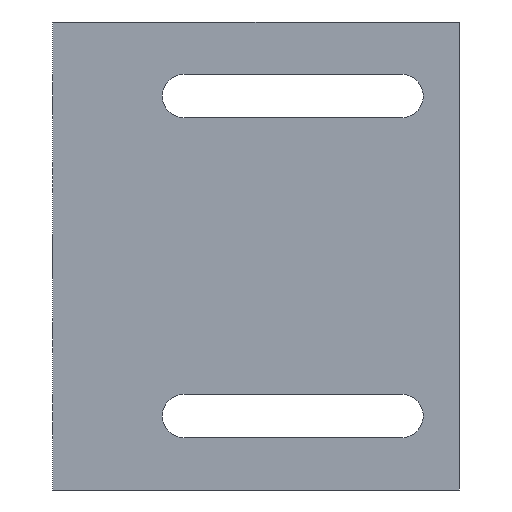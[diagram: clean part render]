
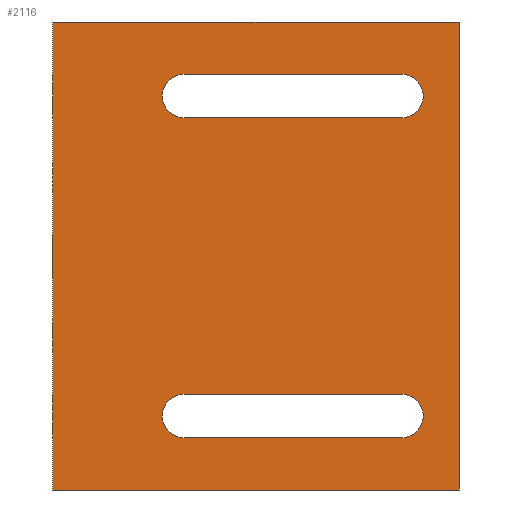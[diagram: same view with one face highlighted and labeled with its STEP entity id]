
A CAD part, left-side view. The second image highlights one B-rep face of the part: STEP entity #2116.
In plain terms, the highlighted planar face has unit normal (-1, 0, 0).
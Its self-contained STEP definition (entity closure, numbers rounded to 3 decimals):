
#27 = ORIENTED_EDGE ( 'NONE', *, *, #1056, .F. ) ;
#32 = ORIENTED_EDGE ( 'NONE', *, *, #911, .F. ) ;
#116 = DIRECTION ( 'NONE',  ( -1., 0., 0. ) ) ;
#152 = DIRECTION ( 'NONE',  ( -1., 0., 0. ) ) ;
#164 = ORIENTED_EDGE ( 'NONE', *, *, #1785, .F. ) ;
#177 = CARTESIAN_POINT ( 'NONE',  ( 0., -20.5, 21.6 ) ) ;
#292 = ORIENTED_EDGE ( 'NONE', *, *, #777, .F. ) ;
#296 = CIRCLE ( 'NONE', #511, 3.4 ) ;
#325 = AXIS2_PLACEMENT_3D ( 'NONE', #1702, #1750, #1229 ) ;
#400 = EDGE_CURVE ( 'NONE', #1285, #1395, #1969, .T. ) ;
#402 = VERTEX_POINT ( 'NONE', #2978 ) ;
#418 = EDGE_LOOP ( 'NONE', ( #2228, #969, #292, #1904, #2628 ) ) ;
#423 = CIRCLE ( 'NONE', #2229, 3.4 ) ;
#439 = CARTESIAN_POINT ( 'NONE',  ( 0., 0., 36.576 ) ) ;
#466 = VERTEX_POINT ( 'NONE', #1338 ) ;
#511 = AXIS2_PLACEMENT_3D ( 'NONE', #2095, #116, #1545 ) ;
#544 = DIRECTION ( 'NONE',  ( 0., -1., 0. ) ) ;
#552 = LINE ( 'NONE', #3243, #2601 ) ;
#557 = VECTOR ( 'NONE', #544, 1000. ) ;
#610 = VERTEX_POINT ( 'NONE', #3092 ) ;
#632 = VERTEX_POINT ( 'NONE', #2684 ) ;
#651 = DIRECTION ( 'NONE',  ( 0., 0., -1. ) ) ;
#663 = DIRECTION ( 'NONE',  ( 0., 1., 0. ) ) ;
#673 = EDGE_LOOP ( 'NONE', ( #1973, #1901, #1180, #3255 ) ) ;
#777 = EDGE_CURVE ( 'NONE', #2316, #466, #552, .T. ) ;
#809 = VECTOR ( 'NONE', #2613, 1000. ) ;
#842 = DIRECTION ( 'NONE',  ( 0., 1., 0. ) ) ;
#861 = VECTOR ( 'NONE', #1684, 1000. ) ;
#907 = VERTEX_POINT ( 'NONE', #2088 ) ;
#911 = EDGE_CURVE ( 'NONE', #907, #1933, #1087, .T. ) ;
#914 = EDGE_CURVE ( 'NONE', #632, #907, #1534, .T. ) ;
#969 = ORIENTED_EDGE ( 'NONE', *, *, #2364, .F. ) ;
#1044 = CARTESIAN_POINT ( 'NONE',  ( 0., -54.5, -25. ) ) ;
#1056 = EDGE_CURVE ( 'NONE', #610, #1362, #2412, .T. ) ;
#1078 = DIRECTION ( 'NONE',  ( -1., 0., 0. ) ) ;
#1087 = LINE ( 'NONE', #2840, #809 ) ;
#1098 = DIRECTION ( 'NONE',  ( -1., 0., 0. ) ) ;
#1180 = ORIENTED_EDGE ( 'NONE', *, *, #2480, .F. ) ;
#1181 = VECTOR ( 'NONE', #2184, 1000. ) ;
#1191 = CARTESIAN_POINT ( 'NONE',  ( 0., -20.5, 28.4 ) ) ;
#1208 = LINE ( 'NONE', #3149, #1181 ) ;
#1229 = DIRECTION ( 'NONE',  ( 0., -1., 0. ) ) ;
#1280 = VECTOR ( 'NONE', #1862, 1000. ) ;
#1285 = VERTEX_POINT ( 'NONE', #1315 ) ;
#1315 = CARTESIAN_POINT ( 'NONE',  ( 0., 0., 36.576 ) ) ;
#1338 = CARTESIAN_POINT ( 'NONE',  ( 0., -20.5, -21.6 ) ) ;
#1362 = VERTEX_POINT ( 'NONE', #2051 ) ;
#1363 = FACE_BOUND ( 'NONE', #418, .T. ) ;
#1386 = EDGE_LOOP ( 'NONE', ( #27, #164, #32, #1960, #2258 ) ) ;
#1395 = VERTEX_POINT ( 'NONE', #1582 ) ;
#1396 = EDGE_CURVE ( 'NONE', #1362, #632, #1962, .T. ) ;
#1428 = CARTESIAN_POINT ( 'NONE',  ( 0., 0., -36.576 ) ) ;
#1453 = CIRCLE ( 'NONE', #1867, 3.4 ) ;
#1503 = VERTEX_POINT ( 'NONE', #1428 ) ;
#1507 = DIRECTION ( 'NONE',  ( 0., 1., 0. ) ) ;
#1533 = DIRECTION ( 'NONE',  ( 0., 1., 0. ) ) ;
#1534 = CIRCLE ( 'NONE', #2796, 3.4 ) ;
#1538 = AXIS2_PLACEMENT_3D ( 'NONE', #3188, #2099, #663 ) ;
#1545 = DIRECTION ( 'NONE',  ( 0., -1., 0. ) ) ;
#1557 = DIRECTION ( 'NONE',  ( -1., 0., 0. ) ) ;
#1582 = CARTESIAN_POINT ( 'NONE',  ( 0., -63.5, 36.576 ) ) ;
#1623 = CIRCLE ( 'NONE', #325, 3.4 ) ;
#1684 = DIRECTION ( 'NONE',  ( 0., -1., 0. ) ) ;
#1702 = CARTESIAN_POINT ( 'NONE',  ( 0., -54.5, -25. ) ) ;
#1738 = VECTOR ( 'NONE', #1940, 1000. ) ;
#1742 = LINE ( 'NONE', #3045, #557 ) ;
#1745 = EDGE_CURVE ( 'NONE', #402, #2316, #423, .T. ) ;
#1750 = DIRECTION ( 'NONE',  ( -1., 0., 0. ) ) ;
#1785 = EDGE_CURVE ( 'NONE', #1933, #610, #1453, .T. ) ;
#1789 = DIRECTION ( 'NONE',  ( 0., -1., 0. ) ) ;
#1862 = DIRECTION ( 'NONE',  ( 0., -1., 0. ) ) ;
#1867 = AXIS2_PLACEMENT_3D ( 'NONE', #2352, #152, #1921 ) ;
#1877 = PLANE ( 'NONE',  #1538 ) ;
#1901 = ORIENTED_EDGE ( 'NONE', *, *, #2269, .T. ) ;
#1904 = ORIENTED_EDGE ( 'NONE', *, *, #1745, .F. ) ;
#1921 = DIRECTION ( 'NONE',  ( 0., 1., 0. ) ) ;
#1923 = CARTESIAN_POINT ( 'NONE',  ( 0., -20.5, -28.4 ) ) ;
#1933 = VERTEX_POINT ( 'NONE', #1191 ) ;
#1940 = DIRECTION ( 'NONE',  ( 0., -1., 0. ) ) ;
#1954 = VECTOR ( 'NONE', #651, 1000. ) ;
#1960 = ORIENTED_EDGE ( 'NONE', *, *, #914, .F. ) ;
#1962 = CIRCLE ( 'NONE', #2498, 3.4 ) ;
#1969 = LINE ( 'NONE', #2692, #1738 ) ;
#1970 = CARTESIAN_POINT ( 'NONE',  ( 0., -54.5, -21.6 ) ) ;
#1973 = ORIENTED_EDGE ( 'NONE', *, *, #2169, .T. ) ;
#1982 = VERTEX_POINT ( 'NONE', #2821 ) ;
#2051 = CARTESIAN_POINT ( 'NONE',  ( 0., -54.5, 21.6 ) ) ;
#2088 = CARTESIAN_POINT ( 'NONE',  ( 0., -54.5, 28.4 ) ) ;
#2095 = CARTESIAN_POINT ( 'NONE',  ( 0., -20.5, -25. ) ) ;
#2099 = DIRECTION ( 'NONE',  ( 1., 0., 0. ) ) ;
#2116 = ADVANCED_FACE ( 'NONE', ( #1363, #3171, #2900 ), #1877, .F. ) ;
#2140 = LINE ( 'NONE', #439, #1954 ) ;
#2153 = LINE ( 'NONE', #1923, #1280 ) ;
#2169 = EDGE_CURVE ( 'NONE', #1285, #1503, #2140, .T. ) ;
#2184 = DIRECTION ( 'NONE',  ( 0., 0., -1. ) ) ;
#2216 = EDGE_CURVE ( 'NONE', #2276, #1982, #2153, .T. ) ;
#2228 = ORIENTED_EDGE ( 'NONE', *, *, #2216, .F. ) ;
#2229 = AXIS2_PLACEMENT_3D ( 'NONE', #1044, #1078, #1789 ) ;
#2258 = ORIENTED_EDGE ( 'NONE', *, *, #1396, .F. ) ;
#2263 = CARTESIAN_POINT ( 'NONE',  ( 0., -20.5, -28.4 ) ) ;
#2269 = EDGE_CURVE ( 'NONE', #1503, #2600, #1742, .T. ) ;
#2276 = VERTEX_POINT ( 'NONE', #2263 ) ;
#2293 = CARTESIAN_POINT ( 'NONE',  ( 0., -54.5, 25. ) ) ;
#2316 = VERTEX_POINT ( 'NONE', #1970 ) ;
#2352 = CARTESIAN_POINT ( 'NONE',  ( 0., -20.5, 25. ) ) ;
#2364 = EDGE_CURVE ( 'NONE', #466, #2276, #296, .T. ) ;
#2412 = LINE ( 'NONE', #177, #861 ) ;
#2470 = CARTESIAN_POINT ( 'NONE',  ( 0., -63.5, -36.576 ) ) ;
#2480 = EDGE_CURVE ( 'NONE', #1395, #2600, #1208, .T. ) ;
#2498 = AXIS2_PLACEMENT_3D ( 'NONE', #2592, #1098, #1533 ) ;
#2592 = CARTESIAN_POINT ( 'NONE',  ( 0., -54.5, 25. ) ) ;
#2600 = VERTEX_POINT ( 'NONE', #2470 ) ;
#2601 = VECTOR ( 'NONE', #1507, 1000. ) ;
#2613 = DIRECTION ( 'NONE',  ( 0., 1., 0. ) ) ;
#2628 = ORIENTED_EDGE ( 'NONE', *, *, #2958, .F. ) ;
#2684 = CARTESIAN_POINT ( 'NONE',  ( 0., -57.9, 25. ) ) ;
#2692 = CARTESIAN_POINT ( 'NONE',  ( 0., 0., 36.576 ) ) ;
#2796 = AXIS2_PLACEMENT_3D ( 'NONE', #2293, #1557, #842 ) ;
#2821 = CARTESIAN_POINT ( 'NONE',  ( 0., -54.5, -28.4 ) ) ;
#2840 = CARTESIAN_POINT ( 'NONE',  ( 0., -20.5, 28.4 ) ) ;
#2900 = FACE_OUTER_BOUND ( 'NONE', #673, .T. ) ;
#2958 = EDGE_CURVE ( 'NONE', #1982, #402, #1623, .T. ) ;
#2978 = CARTESIAN_POINT ( 'NONE',  ( 0., -57.9, -25. ) ) ;
#3045 = CARTESIAN_POINT ( 'NONE',  ( 0., 0., -36.576 ) ) ;
#3092 = CARTESIAN_POINT ( 'NONE',  ( 0., -20.5, 21.6 ) ) ;
#3149 = CARTESIAN_POINT ( 'NONE',  ( 0., -63.5, 36.576 ) ) ;
#3171 = FACE_BOUND ( 'NONE', #1386, .T. ) ;
#3188 = CARTESIAN_POINT ( 'NONE',  ( 0., 0., 36.576 ) ) ;
#3243 = CARTESIAN_POINT ( 'NONE',  ( 0., -20.5, -21.6 ) ) ;
#3255 = ORIENTED_EDGE ( 'NONE', *, *, #400, .F. ) ;
